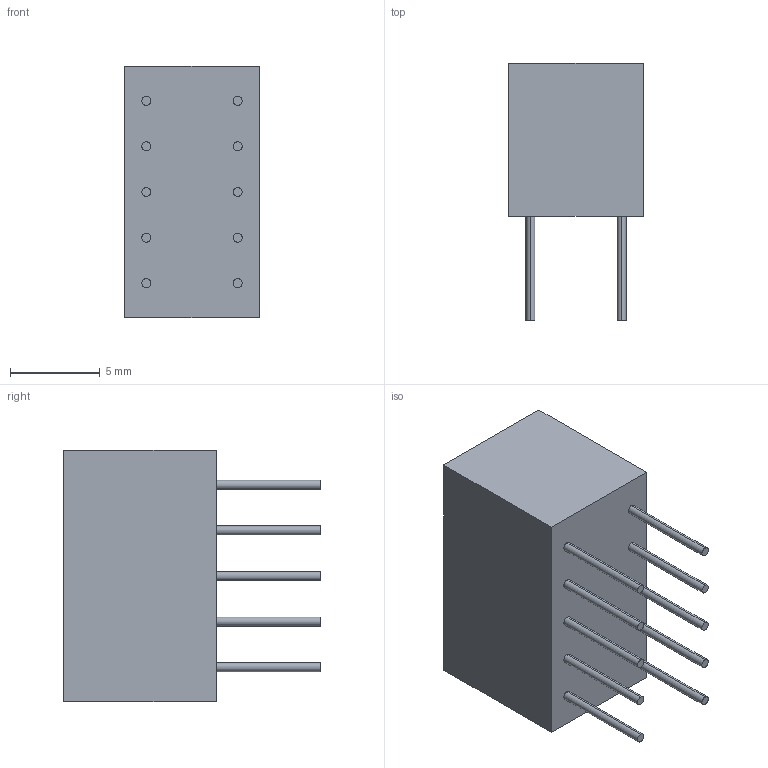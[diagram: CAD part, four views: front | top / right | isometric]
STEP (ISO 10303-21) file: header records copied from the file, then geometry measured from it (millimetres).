
FILE_DESCRIPTION (( 'STEP AP214' ), '1' );
FILE_NAME ('KEM-3161.STEP', '2021-11-11T14:18:10', ( '' ), ( '' ), 'SwSTEP 2.0', 'SolidWorks 2016', '' );
FILE_SCHEMA (( 'AUTOMOTIVE_DESIGN' ));
Length unit declared in the file: millimetre
Products named in the file (1): KEM-3161
Bounding box: 7.5 x 14.3 x 14 mm (x, y, z)
Volume: 902.6 mm3; surface area: 670.6 mm2
Topology: 1 solids, 1 shells, 58 faces, 126 edges, 84 vertices
Faces by surface type: cylinder 22, plane 20, bspline 16
Entity records: 2864 total; most frequent: CARTESIAN_POINT 1309, ORIENTED_EDGE 252, DIRECTION 224, EDGE_CURVE 126, AXIS2_PLACEMENT_3D 87, VERTEX_POINT 84, EDGE_LOOP 72, ADVANCED_FACE 58
